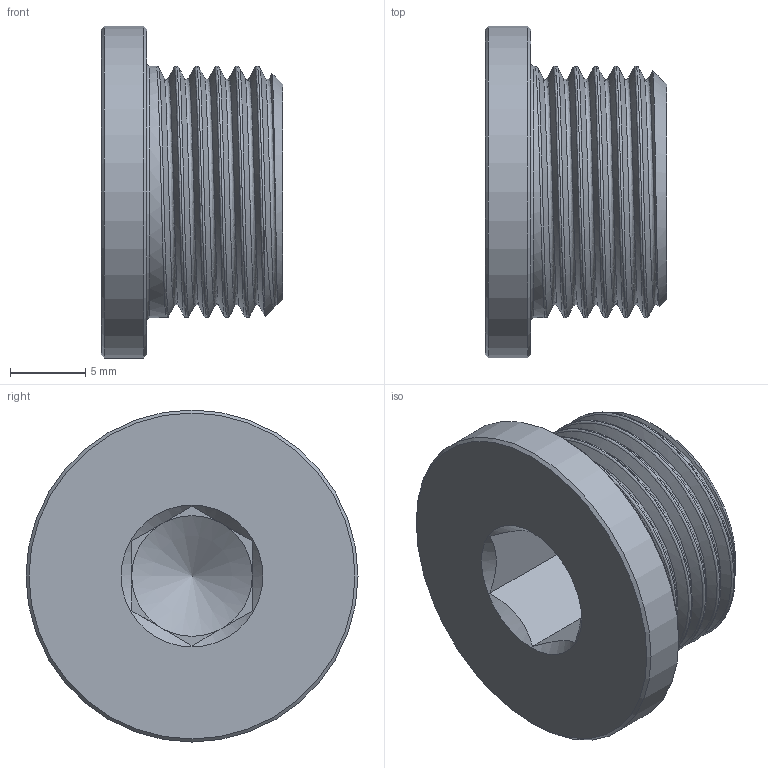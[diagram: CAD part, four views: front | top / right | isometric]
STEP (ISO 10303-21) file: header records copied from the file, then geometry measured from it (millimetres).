
FILE_DESCRIPTION (( 'STEP AP203' ), '1' );
FILE_NAME ('135965_MS290MS38.SLDPRT.step', '2017-09-19T14:42:58', ( '' ), ( '' ), 'SwSTEP 2.0', 'SolidWorks 2017', '' );
FILE_SCHEMA (( 'CONFIG_CONTROL_DESIGN' ));
Length unit declared in the file: millimetre
Products named in the file (1): 135965_MS290MS38.SLDPRT
Bounding box: 12 x 22 x 22 mm (x, y, z)
Volume: 2475.9 mm3; surface area: 1804.4 mm2
Topology: 1 solids, 1 shells, 38 faces, 90 edges, 55 vertices
Faces by surface type: plane 17, cylinder 10, cone 5, bspline 5, torus 1
Full cylindrical faces by diameter (mm): 16.66 x5, 22 x1
Entity records: 3146 total; most frequent: CARTESIAN_POINT 2441, ORIENTED_EDGE 128, DIRECTION 118, EDGE_CURVE 64, AXIS2_PLACEMENT_3D 47, EDGE_LOOP 42, VERTEX_POINT 42, FACE_OUTER_BOUND 36
